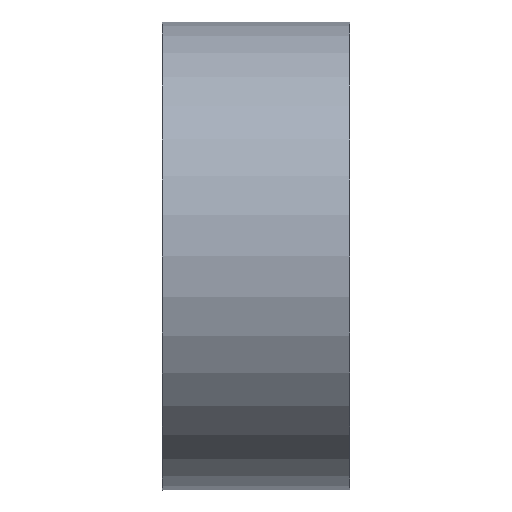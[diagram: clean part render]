
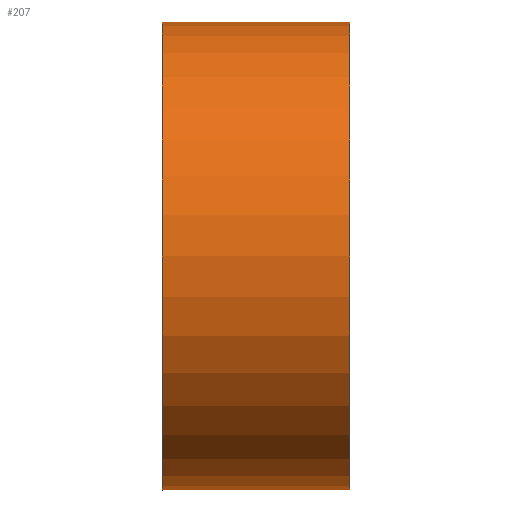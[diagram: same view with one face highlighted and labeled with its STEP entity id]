
A CAD part, left-side view. The second image highlights one B-rep face of the part: STEP entity #207.
In plain terms, the highlighted cylindrical face has radius 25 mm (diameter 50 mm), a partial arc.
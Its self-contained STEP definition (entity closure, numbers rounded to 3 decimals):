
#207=ADVANCED_FACE('',(#493),#494,.T.);
#493=FACE_OUTER_BOUND('',#4257,.T.);
#494=CYLINDRICAL_SURFACE('',#4258,25.0);
#4257=EDGE_LOOP('',(#5298,#5299,#5300,#5301));
#4258=AXIS2_PLACEMENT_3D('',#5302,#5303,#5304);
#5298=ORIENTED_EDGE('',*,*,#5407,.T.);
#5299=ORIENTED_EDGE('',*,*,#5847,.T.);
#5300=ORIENTED_EDGE('',*,*,#5405,.F.);
#5301=ORIENTED_EDGE('',*,*,#5846,.T.);
#5302=CARTESIAN_POINT('',(0.,12.219,0.));
#5303=DIRECTION('',(0.,1.0,0.0));
#5304=DIRECTION('',(0.0,-0.0,-1.0));
#5405=EDGE_CURVE('',#5849,#5851,#5852,.T.);
#5407=EDGE_CURVE('',#5848,#5853,#5855,.T.);
#5846=EDGE_CURVE('',#5849,#5848,#6586,.T.);
#5847=EDGE_CURVE('',#5853,#5851,#6587,.T.);
#5848=VERTEX_POINT('',#6588);
#5849=VERTEX_POINT('',#6589);
#5851=VERTEX_POINT('',#6591);
#5852=LINE('',#6592,#6593);
#5853=VERTEX_POINT('',#6594);
#5855=LINE('',#6596,#6597);
#6586=CIRCLE('',#9163,25.0);
#6587=CIRCLE('',#9164,25.0);
#6588=CARTESIAN_POINT('',(0.,20.219,25.));
#6589=CARTESIAN_POINT('',(0.,20.219,-25.));
#6591=CARTESIAN_POINT('',(0.,40.219,-25.));
#6592=CARTESIAN_POINT('',(0.,12.219,-25.0));
#6593=VECTOR('',#9168,1000.0);
#6594=CARTESIAN_POINT('',(0.,40.219,25.));
#6596=CARTESIAN_POINT('',(0.,12.219,25.0));
#6597=VECTOR('',#9172,1000.0);
#9163=AXIS2_PLACEMENT_3D('',#9419,#9420,#9421);
#9164=AXIS2_PLACEMENT_3D('',#9422,#9423,#9424);
#9168=DIRECTION('',(0.,1.0,0.));
#9172=DIRECTION('',(0.,1.0,0.));
#9419=CARTESIAN_POINT('',(0.,20.219,0.));
#9420=DIRECTION('',(0.,1.0,-0.0));
#9421=DIRECTION('',(0.0,0.0,1.0));
#9422=CARTESIAN_POINT('',(0.,40.219,0.));
#9423=DIRECTION('',(0.,-1.0,0.));
#9424=DIRECTION('',(0.,0.,-1.0));
